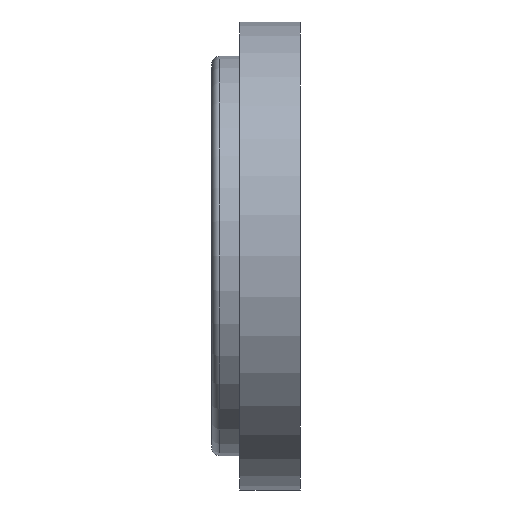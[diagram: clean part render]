
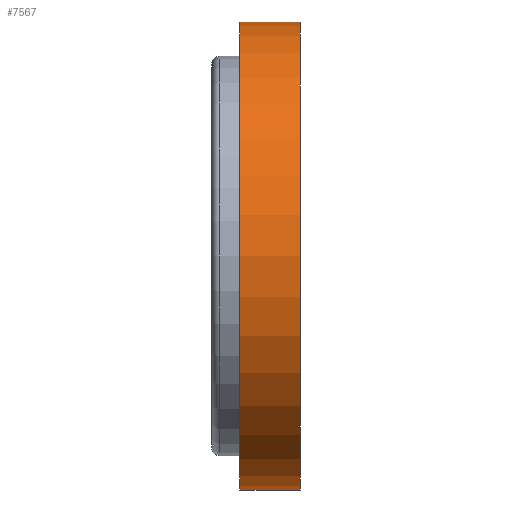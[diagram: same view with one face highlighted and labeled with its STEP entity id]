
A CAD part, left-side view. The second image highlights one B-rep face of the part: STEP entity #7567.
In plain terms, the highlighted cylindrical face has radius 58 mm (diameter 116 mm), a partial arc.
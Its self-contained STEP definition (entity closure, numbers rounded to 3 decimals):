
#159 = ORIENTED_EDGE ( 'NONE', *, *, #5583, .F. ) ;
#165 = DIRECTION ( 'NONE',  ( 0., -1., 0. ) ) ;
#226 = DIRECTION ( 'NONE',  ( 0., 0., 1. ) ) ;
#306 = CARTESIAN_POINT ( 'NONE',  ( 0., 0., 58. ) ) ;
#485 = VECTOR ( 'NONE', #8031, 1000. ) ;
#553 = ORIENTED_EDGE ( 'NONE', *, *, #3030, .T. ) ;
#1429 = CARTESIAN_POINT ( 'NONE',  ( 0., 15., -58. ) ) ;
#1814 = CARTESIAN_POINT ( 'NONE',  ( 0., 15., -58. ) ) ;
#2449 = DIRECTION ( 'NONE',  ( 0., -1., 0. ) ) ;
#2500 = FACE_OUTER_BOUND ( 'NONE', #5758, .T. ) ;
#2578 = CIRCLE ( 'NONE', #6617, 58. ) ;
#2769 = CARTESIAN_POINT ( 'NONE',  ( 0., 0., 0. ) ) ;
#3030 = EDGE_CURVE ( 'NONE', #3573, #5045, #7381, .T. ) ;
#3151 = DIRECTION ( 'NONE',  ( 0., 0., -1. ) ) ;
#3163 = VERTEX_POINT ( 'NONE', #306 ) ;
#3573 = VERTEX_POINT ( 'NONE', #1429 ) ;
#3908 = CARTESIAN_POINT ( 'NONE',  ( 0., 15., 58. ) ) ;
#4208 = VECTOR ( 'NONE', #2449, 1000. ) ;
#4218 = VERTEX_POINT ( 'NONE', #3908 ) ;
#4342 = EDGE_CURVE ( 'NONE', #5045, #3163, #7346, .T. ) ;
#4585 = DIRECTION ( 'NONE',  ( 0., 0., 1. ) ) ;
#4757 = ORIENTED_EDGE ( 'NONE', *, *, #5231, .F. ) ;
#4963 = LINE ( 'NONE', #7988, #4208 ) ;
#5045 = VERTEX_POINT ( 'NONE', #6369 ) ;
#5231 = EDGE_CURVE ( 'NONE', #4218, #3163, #4963, .T. ) ;
#5252 = AXIS2_PLACEMENT_3D ( 'NONE', #2769, #5779, #226 ) ;
#5326 = DIRECTION ( 'NONE',  ( 0., 1., 0. ) ) ;
#5576 = ORIENTED_EDGE ( 'NONE', *, *, #4342, .T. ) ;
#5583 = EDGE_CURVE ( 'NONE', #3573, #4218, #2578, .T. ) ;
#5590 = CARTESIAN_POINT ( 'NONE',  ( 0., 15., 0. ) ) ;
#5672 = CYLINDRICAL_SURFACE ( 'NONE', #7396, 58. ) ;
#5758 = EDGE_LOOP ( 'NONE', ( #4757, #159, #553, #5576 ) ) ;
#5779 = DIRECTION ( 'NONE',  ( 0., 1., 0. ) ) ;
#6369 = CARTESIAN_POINT ( 'NONE',  ( 0., 0., -58. ) ) ;
#6617 = AXIS2_PLACEMENT_3D ( 'NONE', #7085, #5326, #4585 ) ;
#7085 = CARTESIAN_POINT ( 'NONE',  ( 0., 15., 0. ) ) ;
#7346 = CIRCLE ( 'NONE', #5252, 58. ) ;
#7381 = LINE ( 'NONE', #1814, #485 ) ;
#7396 = AXIS2_PLACEMENT_3D ( 'NONE', #5590, #165, #3151 ) ;
#7567 = ADVANCED_FACE ( 'NONE', ( #2500 ), #5672, .T. ) ;
#7988 = CARTESIAN_POINT ( 'NONE',  ( 0., 15., 58. ) ) ;
#8031 = DIRECTION ( 'NONE',  ( 0., -1., 0. ) ) ;
